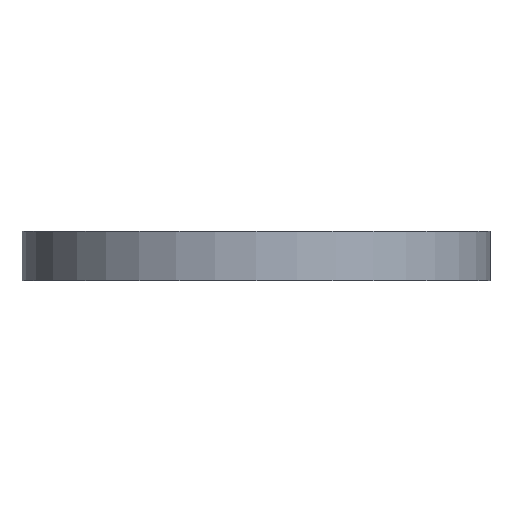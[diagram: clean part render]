
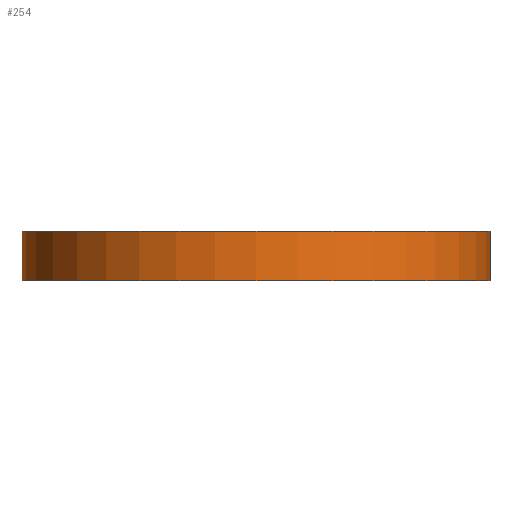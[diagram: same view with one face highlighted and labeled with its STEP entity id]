
A CAD part, front view. The second image highlights one B-rep face of the part: STEP entity #254.
In plain terms, the highlighted cylindrical face has radius 330 mm (diameter 660 mm), a partial arc.
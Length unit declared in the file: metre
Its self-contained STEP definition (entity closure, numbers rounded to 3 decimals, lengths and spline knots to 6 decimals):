
#52 = AXIS2_PLACEMENT_3D ( 'NONE', #204, #905, #119 ) ;
#89 = EDGE_CURVE ( 'NONE', #491, #703, #892, .T. ) ;
#119 = DIRECTION ( 'NONE',  ( 1., 0., 0. ) ) ;
#142 = CYLINDRICAL_SURFACE ( 'NONE', #826, 0.33 ) ;
#179 = EDGE_CURVE ( 'NONE', #703, #920, #908, .T. ) ;
#193 = CARTESIAN_POINT ( 'NONE',  ( -0.33, 0., 0.07 ) ) ;
#204 = CARTESIAN_POINT ( 'NONE',  ( 0., 0., 0. ) ) ;
#216 = EDGE_CURVE ( 'NONE', #491, #535, #1054, .T. ) ;
#217 = CARTESIAN_POINT ( 'NONE',  ( 0.33, 0., 0.07 ) ) ;
#228 = ORIENTED_EDGE ( 'NONE', *, *, #216, .F. ) ;
#254 = ADVANCED_FACE ( 'NONE', ( #930 ), #142, .T. ) ;
#289 = CARTESIAN_POINT ( 'NONE',  ( -0.33, 0., 0.07 ) ) ;
#295 = VECTOR ( 'NONE', #997, 1. ) ;
#301 = ORIENTED_EDGE ( 'NONE', *, *, #396, .F. ) ;
#303 = CARTESIAN_POINT ( 'NONE',  ( 0., 0., 0.07 ) ) ;
#306 = LINE ( 'NONE', #217, #295 ) ;
#309 = EDGE_LOOP ( 'NONE', ( #301, #228, #618, #495 ) ) ;
#310 = DIRECTION ( 'NONE',  ( 0., 0., 1. ) ) ;
#396 = EDGE_CURVE ( 'NONE', #535, #920, #306, .T. ) ;
#405 = VECTOR ( 'NONE', #822, 1. ) ;
#491 = VERTEX_POINT ( 'NONE', #289 ) ;
#495 = ORIENTED_EDGE ( 'NONE', *, *, #179, .T. ) ;
#535 = VERTEX_POINT ( 'NONE', #793 ) ;
#600 = CARTESIAN_POINT ( 'NONE',  ( -0.33, 0., 0. ) ) ;
#618 = ORIENTED_EDGE ( 'NONE', *, *, #89, .T. ) ;
#687 = DIRECTION ( 'NONE',  ( -1., 0., 0. ) ) ;
#703 = VERTEX_POINT ( 'NONE', #600 ) ;
#793 = CARTESIAN_POINT ( 'NONE',  ( 0.33, 0., 0.07 ) ) ;
#822 = DIRECTION ( 'NONE',  ( 0., 0., -1. ) ) ;
#826 = AXIS2_PLACEMENT_3D ( 'NONE', #1112, #859, #687 ) ;
#859 = DIRECTION ( 'NONE',  ( 0., 0., -1. ) ) ;
#892 = LINE ( 'NONE', #193, #405 ) ;
#905 = DIRECTION ( 'NONE',  ( 0., 0., 1. ) ) ;
#908 = CIRCLE ( 'NONE', #52, 0.33 ) ;
#920 = VERTEX_POINT ( 'NONE', #1015 ) ;
#930 = FACE_OUTER_BOUND ( 'NONE', #309, .T. ) ;
#938 = DIRECTION ( 'NONE',  ( 1., 0., 0. ) ) ;
#970 = AXIS2_PLACEMENT_3D ( 'NONE', #303, #310, #938 ) ;
#997 = DIRECTION ( 'NONE',  ( 0., 0., -1. ) ) ;
#1015 = CARTESIAN_POINT ( 'NONE',  ( 0.33, 0., 0. ) ) ;
#1054 = CIRCLE ( 'NONE', #970, 0.33 ) ;
#1112 = CARTESIAN_POINT ( 'NONE',  ( 0., 0., 0.07 ) ) ;
